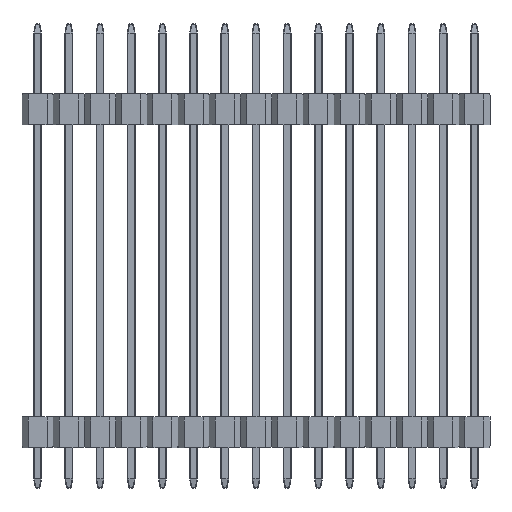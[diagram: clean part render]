
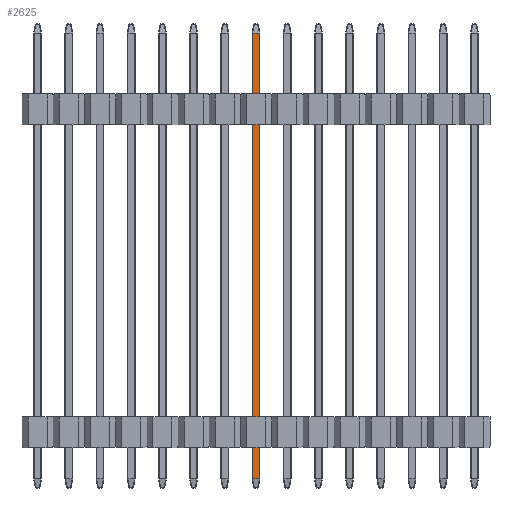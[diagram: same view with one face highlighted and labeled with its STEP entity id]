
A CAD part, front view. The second image highlights one B-rep face of the part: STEP entity #2625.
In plain terms, the highlighted planar face has unit normal (0, -1, 0).
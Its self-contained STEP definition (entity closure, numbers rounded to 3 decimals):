
#485=FACE_OUTER_BOUND('',#613,.T.);
#613=EDGE_LOOP('',(#1975,#1976,#1977,#1978,#1979,#1980,#1981,#1982));
#717=LINE('',#3810,#1029);
#724=LINE('',#3824,#1036);
#735=LINE('',#3849,#1047);
#743=LINE('',#3864,#1055);
#771=LINE('',#3917,#1083);
#802=LINE('',#3974,#1114);
#805=LINE('',#3980,#1117);
#806=LINE('',#3981,#1118);
#1029=VECTOR('',#3051,10.);
#1036=VECTOR('',#3062,10.);
#1047=VECTOR('',#3079,10.);
#1055=VECTOR('',#3091,10.);
#1083=VECTOR('',#3139,10.);
#1114=VECTOR('',#3190,10.);
#1117=VECTOR('',#3199,10.);
#1118=VECTOR('',#3200,10.);
#1341=VERTEX_POINT('',#3807);
#1342=VERTEX_POINT('',#3809);
#1347=VERTEX_POINT('',#3822);
#1357=VERTEX_POINT('',#3846);
#1358=VERTEX_POINT('',#3848);
#1362=VERTEX_POINT('',#3859);
#1378=VERTEX_POINT('',#3915);
#1393=VERTEX_POINT('',#3969);
#1533=EDGE_CURVE('',#1341,#1342,#717,.T.);
#1540=EDGE_CURVE('',#1347,#1341,#724,.T.);
#1551=EDGE_CURVE('',#1357,#1358,#735,.T.);
#1559=EDGE_CURVE('',#1358,#1362,#743,.T.);
#1587=EDGE_CURVE('',#1378,#1357,#771,.T.);
#1618=EDGE_CURVE('',#1342,#1393,#802,.T.);
#1621=EDGE_CURVE('',#1393,#1378,#805,.T.);
#1622=EDGE_CURVE('',#1362,#1347,#806,.T.);
#1975=ORIENTED_EDGE('',*,*,#1559,.F.);
#1976=ORIENTED_EDGE('',*,*,#1551,.F.);
#1977=ORIENTED_EDGE('',*,*,#1587,.F.);
#1978=ORIENTED_EDGE('',*,*,#1621,.F.);
#1979=ORIENTED_EDGE('',*,*,#1618,.F.);
#1980=ORIENTED_EDGE('',*,*,#1533,.F.);
#1981=ORIENTED_EDGE('',*,*,#1540,.F.);
#1982=ORIENTED_EDGE('',*,*,#1622,.F.);
#2497=PLANE('',#2852);
#2625=ADVANCED_FACE('',(#485),#2497,.T.);
#2852=AXIS2_PLACEMENT_3D('',#3979,#3197,#3198);
#3051=DIRECTION('',(0.,0.,-1.));
#3062=DIRECTION('',(0.371,0.,-0.928));
#3079=DIRECTION('',(0.,0.,1.));
#3091=DIRECTION('',(0.371,0.,0.928));
#3139=DIRECTION('',(-0.371,0.,0.928));
#3190=DIRECTION('',(-0.371,0.,-0.928));
#3197=DIRECTION('center_axis',(0.,-1.,0.));
#3198=DIRECTION('ref_axis',(1.,0.,0.));
#3199=DIRECTION('',(-1.,0.,0.));
#3200=DIRECTION('',(1.,0.,0.));
#3807=CARTESIAN_POINT('',(0.27,-0.32,33.748));
#3809=CARTESIAN_POINT('',(0.27,-0.32,-2.548));
#3810=CARTESIAN_POINT('',(0.27,-0.32,0.));
#3822=CARTESIAN_POINT('',(0.269,-0.32,33.75));
#3824=CARTESIAN_POINT('',(5.973,-0.32,19.491));
#3846=CARTESIAN_POINT('',(-0.27,-0.32,-2.548));
#3848=CARTESIAN_POINT('',(-0.27,-0.32,33.748));
#3849=CARTESIAN_POINT('',(-0.27,-0.32,0.));
#3859=CARTESIAN_POINT('',(-0.269,-0.32,33.75));
#3864=CARTESIAN_POINT('',(-6.017,-0.32,19.381));
#3915=CARTESIAN_POINT('',(-0.269,-0.32,-2.55));
#3917=CARTESIAN_POINT('',(-0.637,-0.32,-1.629));
#3969=CARTESIAN_POINT('',(0.269,-0.32,-2.55));
#3974=CARTESIAN_POINT('',(0.593,-0.32,-1.739));
#3979=CARTESIAN_POINT('Origin',(-0.32,-0.32,0.));
#3980=CARTESIAN_POINT('',(-0.16,-0.32,-2.55));
#3981=CARTESIAN_POINT('',(-0.16,-0.32,33.75));
